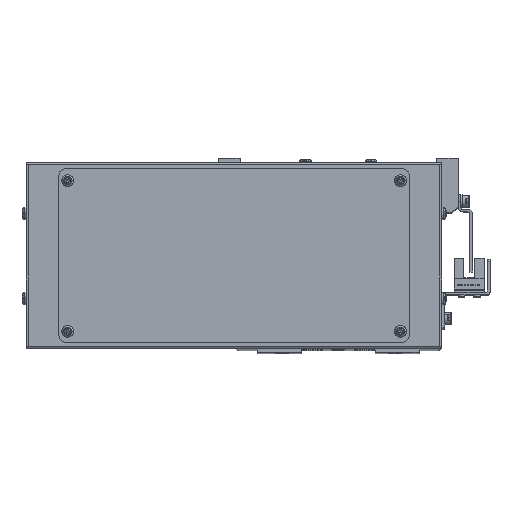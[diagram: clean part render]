
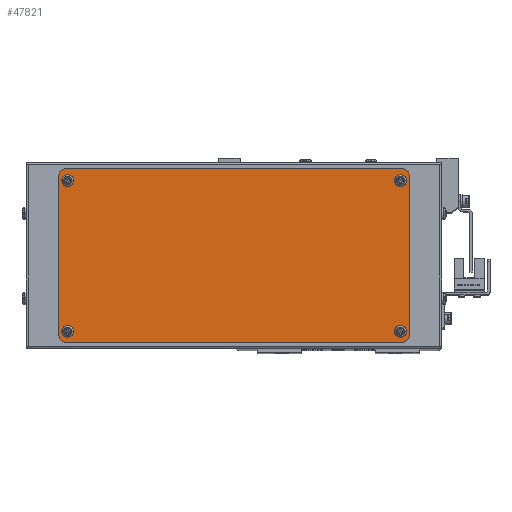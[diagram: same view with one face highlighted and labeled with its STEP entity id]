
A CAD part, top view. The second image highlights one B-rep face of the part: STEP entity #47821.
In plain terms, the highlighted planar face has unit normal (0, 0, 1).
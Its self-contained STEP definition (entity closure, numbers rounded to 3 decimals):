
#552 = VERTEX_POINT ( 'NONE', #35056 ) ;
#616 = DIRECTION ( 'NONE',  ( 0., -1., 0. ) ) ;
#1611 = AXIS2_PLACEMENT_3D ( 'NONE', #29687, #65541, #34815 ) ;
#2030 = LINE ( 'NONE', #22102, #27693 ) ;
#2061 = ORIENTED_EDGE ( 'NONE', *, *, #34543, .T. ) ;
#3180 = LINE ( 'NONE', #20073, #56072 ) ;
#3194 = DIRECTION ( 'NONE',  ( 0., 0., 1. ) ) ;
#3740 = VERTEX_POINT ( 'NONE', #21085 ) ;
#4658 = AXIS2_PLACEMENT_3D ( 'NONE', #47265, #16604, #52428 ) ;
#4707 = ORIENTED_EDGE ( 'NONE', *, *, #24820, .T. ) ;
#6605 = CIRCLE ( 'NONE', #61060, 3. ) ;
#6811 = CARTESIAN_POINT ( 'NONE',  ( -76.25, 34.25, 2. ) ) ;
#6833 = CARTESIAN_POINT ( 'NONE',  ( 74.55, -34.75, 2. ) ) ;
#7234 = CARTESIAN_POINT ( 'NONE',  ( -80.25, -36.75, 2. ) ) ;
#7423 = VERTEX_POINT ( 'NONE', #40703 ) ;
#7958 = VERTEX_POINT ( 'NONE', #65921 ) ;
#8352 = ORIENTED_EDGE ( 'NONE', *, *, #43161, .T. ) ;
#8526 = CARTESIAN_POINT ( 'NONE',  ( -77.95, 34.25, 2. ) ) ;
#8590 = ORIENTED_EDGE ( 'NONE', *, *, #52723, .F. ) ;
#8685 = DIRECTION ( 'NONE',  ( 0., 0., 1. ) ) ;
#9811 = CARTESIAN_POINT ( 'NONE',  ( -77.95, -34.75, 2. ) ) ;
#9870 = VERTEX_POINT ( 'NONE', #60097 ) ;
#10656 = DIRECTION ( 'NONE',  ( 0., 0., 1. ) ) ;
#10701 = DIRECTION ( 'NONE',  ( 0., 0., 1. ) ) ;
#10705 = CIRCLE ( 'NONE', #1611, 1.7 ) ;
#11846 = ORIENTED_EDGE ( 'NONE', *, *, #49513, .F. ) ;
#11936 = DIRECTION ( 'NONE',  ( 1., 0., 0. ) ) ;
#12642 = CARTESIAN_POINT ( 'NONE',  ( 76.25, -34.75, 2. ) ) ;
#13532 = EDGE_LOOP ( 'NONE', ( #11846, #52925 ) ) ;
#14722 = FACE_BOUND ( 'NONE', #13532, .T. ) ;
#15194 = EDGE_LOOP ( 'NONE', ( #49732, #55016 ) ) ;
#15275 = CARTESIAN_POINT ( 'NONE',  ( -77.25, -36.75, 2. ) ) ;
#16604 = DIRECTION ( 'NONE',  ( 0., 0., 1. ) ) ;
#17093 = ORIENTED_EDGE ( 'NONE', *, *, #42476, .T. ) ;
#17403 = DIRECTION ( 'NONE',  ( -1., 0., 0. ) ) ;
#17801 = DIRECTION ( 'NONE',  ( 1., 0., 0. ) ) ;
#18152 = CARTESIAN_POINT ( 'NONE',  ( 76.25, 34.25, 2. ) ) ;
#19063 = AXIS2_PLACEMENT_3D ( 'NONE', #6811, #42557, #11936 ) ;
#19743 = AXIS2_PLACEMENT_3D ( 'NONE', #39293, #8685, #44441 ) ;
#20073 = CARTESIAN_POINT ( 'NONE',  ( 80.25, 36.75, 2. ) ) ;
#20437 = DIRECTION ( 'NONE',  ( 1., 0., 0. ) ) ;
#20539 = CARTESIAN_POINT ( 'NONE',  ( 80.25, 36.75, 2. ) ) ;
#21085 = CARTESIAN_POINT ( 'NONE',  ( 77.95, -34.75, 2. ) ) ;
#22102 = CARTESIAN_POINT ( 'NONE',  ( 77.25, -39.75, 2. ) ) ;
#22909 = VERTEX_POINT ( 'NONE', #9811 ) ;
#22955 = VERTEX_POINT ( 'NONE', #20539 ) ;
#23313 = DIRECTION ( 'NONE',  ( 1., 0., 0. ) ) ;
#23365 = CIRCLE ( 'NONE', #32105, 1.7 ) ;
#24820 = EDGE_CURVE ( 'NONE', #9870, #22955, #3180, .T. ) ;
#25678 = ORIENTED_EDGE ( 'NONE', *, *, #42173, .F. ) ;
#25822 = CIRCLE ( 'NONE', #58902, 1.7 ) ;
#25936 = CIRCLE ( 'NONE', #27159, 3. ) ;
#26126 = AXIS2_PLACEMENT_3D ( 'NONE', #33866, #3194, #39009 ) ;
#26142 = VERTEX_POINT ( 'NONE', #46530 ) ;
#26768 = FACE_BOUND ( 'NONE', #35207, .T. ) ;
#26819 = CARTESIAN_POINT ( 'NONE',  ( 77.25, 36.75, 2. ) ) ;
#27159 = AXIS2_PLACEMENT_3D ( 'NONE', #26819, #62645, #31930 ) ;
#27693 = VECTOR ( 'NONE', #52753, 1000. ) ;
#28884 = EDGE_CURVE ( 'NONE', #60958, #3740, #10705, .T. ) ;
#29137 = CIRCLE ( 'NONE', #55860, 1.7 ) ;
#29583 = VERTEX_POINT ( 'NONE', #50171 ) ;
#29687 = CARTESIAN_POINT ( 'NONE',  ( 76.25, -34.75, 2. ) ) ;
#29780 = CARTESIAN_POINT ( 'NONE',  ( -77.25, 39.75, 2. ) ) ;
#29817 = EDGE_CURVE ( 'NONE', #45874, #9870, #61848, .T. ) ;
#30012 = EDGE_CURVE ( 'NONE', #43860, #7958, #23365, .T. ) ;
#30354 = DIRECTION ( 'NONE',  ( 1., 0., 0. ) ) ;
#30396 = CARTESIAN_POINT ( 'NONE',  ( -77.25, 36.75, 2. ) ) ;
#31930 = DIRECTION ( 'NONE',  ( 1., 0., 0. ) ) ;
#32105 = AXIS2_PLACEMENT_3D ( 'NONE', #18152, #53959, #23313 ) ;
#32961 = ORIENTED_EDGE ( 'NONE', *, *, #47300, .T. ) ;
#33866 = CARTESIAN_POINT ( 'NONE',  ( -76.25, 34.25, 2. ) ) ;
#34460 = LINE ( 'NONE', #36440, #56935 ) ;
#34543 = EDGE_CURVE ( 'NONE', #7423, #45874, #2030, .T. ) ;
#34546 = AXIS2_PLACEMENT_3D ( 'NONE', #41262, #10656, #46447 ) ;
#34810 = ORIENTED_EDGE ( 'NONE', *, *, #28884, .F. ) ;
#34815 = DIRECTION ( 'NONE',  ( 1., 0., 0. ) ) ;
#35056 = CARTESIAN_POINT ( 'NONE',  ( -74.55, 34.25, 2. ) ) ;
#35207 = EDGE_LOOP ( 'NONE', ( #34810, #25678 ) ) ;
#36214 = CARTESIAN_POINT ( 'NONE',  ( -74.55, -34.75, 2. ) ) ;
#36247 = LINE ( 'NONE', #48073, #63557 ) ;
#36440 = CARTESIAN_POINT ( 'NONE',  ( -80.25, -36.75, 2. ) ) ;
#36474 = DIRECTION ( 'NONE',  ( 1., 0., 0. ) ) ;
#36924 = VERTEX_POINT ( 'NONE', #7234 ) ;
#37570 = EDGE_CURVE ( 'NONE', #26142, #44608, #36247, .T. ) ;
#38083 = CIRCLE ( 'NONE', #34546, 1.7 ) ;
#39009 = DIRECTION ( 'NONE',  ( 1., 0., 0. ) ) ;
#39293 = CARTESIAN_POINT ( 'NONE',  ( 76.25, 34.25, 2. ) ) ;
#40304 = FACE_BOUND ( 'NONE', #66091, .T. ) ;
#40703 = CARTESIAN_POINT ( 'NONE',  ( -77.25, -39.75, 2. ) ) ;
#41019 = CARTESIAN_POINT ( 'NONE',  ( 77.25, -39.75, 2. ) ) ;
#41262 = CARTESIAN_POINT ( 'NONE',  ( -76.25, -34.75, 2. ) ) ;
#41302 = CARTESIAN_POINT ( 'NONE',  ( -76.25, -34.75, 2. ) ) ;
#41881 = CIRCLE ( 'NONE', #26126, 1.7 ) ;
#42173 = EDGE_CURVE ( 'NONE', #3740, #60958, #25822, .T. ) ;
#42476 = EDGE_CURVE ( 'NONE', #36924, #7423, #6605, .T. ) ;
#42557 = DIRECTION ( 'NONE',  ( 0., 0., 1. ) ) ;
#43115 = VERTEX_POINT ( 'NONE', #36214 ) ;
#43161 = EDGE_CURVE ( 'NONE', #29583, #36924, #34460, .T. ) ;
#43860 = VERTEX_POINT ( 'NONE', #57659 ) ;
#44441 = DIRECTION ( 'NONE',  ( 1., 0., 0. ) ) ;
#44608 = VERTEX_POINT ( 'NONE', #29780 ) ;
#45874 = VERTEX_POINT ( 'NONE', #41019 ) ;
#46233 = CIRCLE ( 'NONE', #19063, 1.7 ) ;
#46447 = DIRECTION ( 'NONE',  ( 1., 0., 0. ) ) ;
#46495 = DIRECTION ( 'NONE',  ( 1., 0., 0. ) ) ;
#46530 = CARTESIAN_POINT ( 'NONE',  ( 77.25, 39.75, 2. ) ) ;
#47062 = ORIENTED_EDGE ( 'NONE', *, *, #64484, .T. ) ;
#47131 = VERTEX_POINT ( 'NONE', #8526 ) ;
#47265 = CARTESIAN_POINT ( 'NONE',  ( 77.25, -36.75, 2. ) ) ;
#47300 = EDGE_CURVE ( 'NONE', #44608, #29583, #63724, .T. ) ;
#47821 = ADVANCED_FACE ( 'NONE', ( #57205, #40304, #53977, #14722, #26768 ), #50715, .T. ) ;
#48073 = CARTESIAN_POINT ( 'NONE',  ( -77.25, 39.75, 2. ) ) ;
#48236 = EDGE_CURVE ( 'NONE', #47131, #552, #41881, .T. ) ;
#48455 = DIRECTION ( 'NONE',  ( 0., 0., 1. ) ) ;
#49114 = ORIENTED_EDGE ( 'NONE', *, *, #37570, .T. ) ;
#49513 = EDGE_CURVE ( 'NONE', #7958, #43860, #49723, .T. ) ;
#49723 = CIRCLE ( 'NONE', #19743, 1.7 ) ;
#49732 = ORIENTED_EDGE ( 'NONE', *, *, #64387, .F. ) ;
#50171 = CARTESIAN_POINT ( 'NONE',  ( -80.25, 36.75, 2. ) ) ;
#50715 = PLANE ( 'NONE',  #59570 ) ;
#50934 = DIRECTION ( 'NONE',  ( 0., 1., 0. ) ) ;
#51062 = DIRECTION ( 'NONE',  ( 0., 0., 1. ) ) ;
#51351 = ORIENTED_EDGE ( 'NONE', *, *, #48236, .F. ) ;
#52428 = DIRECTION ( 'NONE',  ( 1., 0., 0. ) ) ;
#52723 = EDGE_CURVE ( 'NONE', #552, #47131, #46233, .T. ) ;
#52753 = DIRECTION ( 'NONE',  ( 1., 0., 0. ) ) ;
#52925 = ORIENTED_EDGE ( 'NONE', *, *, #30012, .F. ) ;
#53778 = EDGE_CURVE ( 'NONE', #43115, #22909, #38083, .T. ) ;
#53959 = DIRECTION ( 'NONE',  ( 0., 0., 1. ) ) ;
#53977 = FACE_OUTER_BOUND ( 'NONE', #59986, .T. ) ;
#55016 = ORIENTED_EDGE ( 'NONE', *, *, #53778, .F. ) ;
#55058 = ORIENTED_EDGE ( 'NONE', *, *, #29817, .T. ) ;
#55860 = AXIS2_PLACEMENT_3D ( 'NONE', #41302, #10701, #46495 ) ;
#56072 = VECTOR ( 'NONE', #50934, 1000. ) ;
#56935 = VECTOR ( 'NONE', #616, 1000. ) ;
#57205 = FACE_BOUND ( 'NONE', #15194, .T. ) ;
#57659 = CARTESIAN_POINT ( 'NONE',  ( 77.95, 34.25, 2. ) ) ;
#58902 = AXIS2_PLACEMENT_3D ( 'NONE', #12642, #48455, #17801 ) ;
#59570 = AXIS2_PLACEMENT_3D ( 'NONE', #65981, #61059, #30354 ) ;
#59986 = EDGE_LOOP ( 'NONE', ( #32961, #8352, #17093, #2061, #55058, #4707, #47062, #49114 ) ) ;
#60097 = CARTESIAN_POINT ( 'NONE',  ( 80.25, -36.75, 2. ) ) ;
#60958 = VERTEX_POINT ( 'NONE', #6833 ) ;
#61059 = DIRECTION ( 'NONE',  ( 0., 0., 1. ) ) ;
#61060 = AXIS2_PLACEMENT_3D ( 'NONE', #15275, #51062, #20437 ) ;
#61848 = CIRCLE ( 'NONE', #4658, 3. ) ;
#62155 = AXIS2_PLACEMENT_3D ( 'NONE', #30396, #66252, #36474 ) ;
#62645 = DIRECTION ( 'NONE',  ( 0., 0., 1. ) ) ;
#63557 = VECTOR ( 'NONE', #17403, 1000. ) ;
#63724 = CIRCLE ( 'NONE', #62155, 3. ) ;
#64387 = EDGE_CURVE ( 'NONE', #22909, #43115, #29137, .T. ) ;
#64484 = EDGE_CURVE ( 'NONE', #22955, #26142, #25936, .T. ) ;
#65541 = DIRECTION ( 'NONE',  ( 0., 0., 1. ) ) ;
#65921 = CARTESIAN_POINT ( 'NONE',  ( 74.55, 34.25, 2. ) ) ;
#65981 = CARTESIAN_POINT ( 'NONE',  ( -77.25, 36.75, 2. ) ) ;
#66091 = EDGE_LOOP ( 'NONE', ( #51351, #8590 ) ) ;
#66252 = DIRECTION ( 'NONE',  ( 0., 0., 1. ) ) ;
